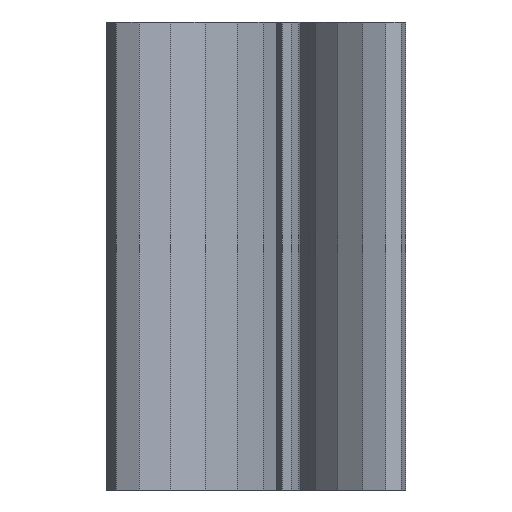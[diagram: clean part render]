
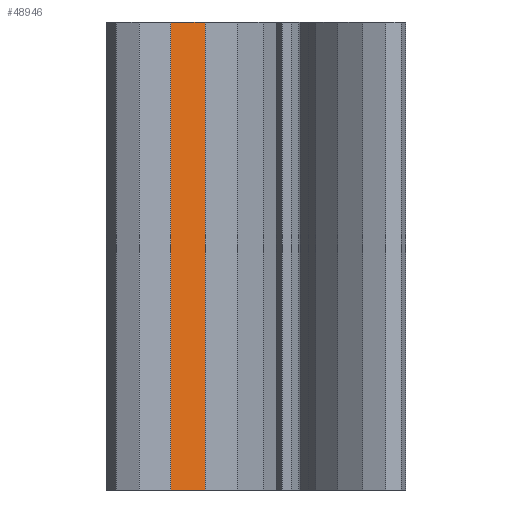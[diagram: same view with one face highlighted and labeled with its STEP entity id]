
A CAD part, left-side view. The second image highlights one B-rep face of the part: STEP entity #48946.
In plain terms, the highlighted planar face has unit normal (-0.874, -0.486, 0).
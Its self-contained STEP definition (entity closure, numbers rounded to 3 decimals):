
#72 = PLANE('',#73);
#73 = AXIS2_PLACEMENT_3D('',#74,#75,#76);
#74 = CARTESIAN_POINT('',(-0.01,0.618,10.));
#75 = DIRECTION('',(-0.,-0.,-1.));
#76 = DIRECTION('',(-1.,0.,0.));
#126 = PLANE('',#127);
#127 = AXIS2_PLACEMENT_3D('',#128,#129,#130);
#128 = CARTESIAN_POINT('',(-0.01,0.618,0.));
#129 = DIRECTION('',(-0.,-0.,-1.));
#130 = DIRECTION('',(-1.,0.,0.));
#15955 = VERTEX_POINT('',#15956);
#15956 = CARTESIAN_POINT('',(-3.135,1.804,0.));
#15970 = PLANE('',#15971);
#15971 = AXIS2_PLACEMENT_3D('',#15972,#15973,#15974);
#15972 = CARTESIAN_POINT('',(-2.48,1.114,0.));
#15973 = DIRECTION('',(-0.725,-0.689,0.));
#15974 = DIRECTION('',(-0.689,0.725,0.));
#15982 = EDGE_CURVE('',#15955,#15983,#15985,.T.);
#15983 = VERTEX_POINT('',#15984);
#15984 = CARTESIAN_POINT('',(-3.546,2.543,0.));
#15985 = SURFACE_CURVE('',#15986,(#15990,#15997),.PCURVE_S1.);
#15986 = LINE('',#15987,#15988);
#15987 = CARTESIAN_POINT('',(-3.135,1.804,0.));
#15988 = VECTOR('',#15989,1.);
#15989 = DIRECTION('',(-0.486,0.874,0.));
#15990 = PCURVE('',#126,#15991);
#15991 = DEFINITIONAL_REPRESENTATION('',(#15992),#15996);
#15992 = LINE('',#15993,#15994);
#15993 = CARTESIAN_POINT('',(3.126,1.187));
#15994 = VECTOR('',#15995,1.);
#15995 = DIRECTION('',(0.486,0.874));
#15996 = ( GEOMETRIC_REPRESENTATION_CONTEXT(2) 
PARAMETRIC_REPRESENTATION_CONTEXT() REPRESENTATION_CONTEXT('2D SPACE',''
  ) );
#15997 = PCURVE('',#15998,#16003);
#15998 = PLANE('',#15999);
#15999 = AXIS2_PLACEMENT_3D('',#16000,#16001,#16002);
#16000 = CARTESIAN_POINT('',(-3.135,1.804,0.));
#16001 = DIRECTION('',(-0.874,-0.486,0.));
#16002 = DIRECTION('',(-0.486,0.874,0.));
#16003 = DEFINITIONAL_REPRESENTATION('',(#16004),#16008);
#16004 = LINE('',#16005,#16006);
#16005 = CARTESIAN_POINT('',(0.,0.));
#16006 = VECTOR('',#16007,1.);
#16007 = DIRECTION('',(1.,0.));
#16008 = ( GEOMETRIC_REPRESENTATION_CONTEXT(2) 
PARAMETRIC_REPRESENTATION_CONTEXT() REPRESENTATION_CONTEXT('2D SPACE',''
  ) );
#16026 = PLANE('',#16027);
#16027 = AXIS2_PLACEMENT_3D('',#16028,#16029,#16030);
#16028 = CARTESIAN_POINT('',(-3.546,2.543,0.));
#16029 = DIRECTION('',(-0.989,-0.149,0.));
#16030 = DIRECTION('',(-0.149,0.989,0.));
#30716 = VERTEX_POINT('',#30717);
#30717 = CARTESIAN_POINT('',(-3.135,1.804,10.));
#30738 = EDGE_CURVE('',#30716,#30739,#30741,.T.);
#30739 = VERTEX_POINT('',#30740);
#30740 = CARTESIAN_POINT('',(-3.546,2.543,10.));
#30741 = SURFACE_CURVE('',#30742,(#30746,#30753),.PCURVE_S1.);
#30742 = LINE('',#30743,#30744);
#30743 = CARTESIAN_POINT('',(-3.135,1.804,10.));
#30744 = VECTOR('',#30745,1.);
#30745 = DIRECTION('',(-0.486,0.874,0.));
#30746 = PCURVE('',#72,#30747);
#30747 = DEFINITIONAL_REPRESENTATION('',(#30748),#30752);
#30748 = LINE('',#30749,#30750);
#30749 = CARTESIAN_POINT('',(3.126,1.187));
#30750 = VECTOR('',#30751,1.);
#30751 = DIRECTION('',(0.486,0.874));
#30752 = ( GEOMETRIC_REPRESENTATION_CONTEXT(2) 
PARAMETRIC_REPRESENTATION_CONTEXT() REPRESENTATION_CONTEXT('2D SPACE',''
  ) );
#30753 = PCURVE('',#15998,#30754);
#30754 = DEFINITIONAL_REPRESENTATION('',(#30755),#30759);
#30755 = LINE('',#30756,#30757);
#30756 = CARTESIAN_POINT('',(0.,-10.));
#30757 = VECTOR('',#30758,1.);
#30758 = DIRECTION('',(1.,0.));
#30759 = ( GEOMETRIC_REPRESENTATION_CONTEXT(2) 
PARAMETRIC_REPRESENTATION_CONTEXT() REPRESENTATION_CONTEXT('2D SPACE',''
  ) );
#48925 = EDGE_CURVE('',#15955,#30716,#48926,.T.);
#48926 = SURFACE_CURVE('',#48927,(#48931,#48938),.PCURVE_S1.);
#48927 = LINE('',#48928,#48929);
#48928 = CARTESIAN_POINT('',(-3.135,1.804,0.));
#48929 = VECTOR('',#48930,1.);
#48930 = DIRECTION('',(0.,0.,1.));
#48931 = PCURVE('',#15970,#48932);
#48932 = DEFINITIONAL_REPRESENTATION('',(#48933),#48937);
#48933 = LINE('',#48934,#48935);
#48934 = CARTESIAN_POINT('',(0.952,0.));
#48935 = VECTOR('',#48936,1.);
#48936 = DIRECTION('',(0.,-1.));
#48937 = ( GEOMETRIC_REPRESENTATION_CONTEXT(2) 
PARAMETRIC_REPRESENTATION_CONTEXT() REPRESENTATION_CONTEXT('2D SPACE',''
  ) );
#48938 = PCURVE('',#15998,#48939);
#48939 = DEFINITIONAL_REPRESENTATION('',(#48940),#48944);
#48940 = LINE('',#48941,#48942);
#48941 = CARTESIAN_POINT('',(0.,0.));
#48942 = VECTOR('',#48943,1.);
#48943 = DIRECTION('',(0.,-1.));
#48944 = ( GEOMETRIC_REPRESENTATION_CONTEXT(2) 
PARAMETRIC_REPRESENTATION_CONTEXT() REPRESENTATION_CONTEXT('2D SPACE',''
  ) );
#48946 = ADVANCED_FACE('',(#48947),#15998,.T.);
#48947 = FACE_BOUND('',#48948,.T.);
#48948 = EDGE_LOOP('',(#48949,#48950,#48951,#48972));
#48949 = ORIENTED_EDGE('',*,*,#48925,.T.);
#48950 = ORIENTED_EDGE('',*,*,#30738,.T.);
#48951 = ORIENTED_EDGE('',*,*,#48952,.F.);
#48952 = EDGE_CURVE('',#15983,#30739,#48953,.T.);
#48953 = SURFACE_CURVE('',#48954,(#48958,#48965),.PCURVE_S1.);
#48954 = LINE('',#48955,#48956);
#48955 = CARTESIAN_POINT('',(-3.546,2.543,0.));
#48956 = VECTOR('',#48957,1.);
#48957 = DIRECTION('',(0.,0.,1.));
#48958 = PCURVE('',#15998,#48959);
#48959 = DEFINITIONAL_REPRESENTATION('',(#48960),#48964);
#48960 = LINE('',#48961,#48962);
#48961 = CARTESIAN_POINT('',(0.845,0.));
#48962 = VECTOR('',#48963,1.);
#48963 = DIRECTION('',(0.,-1.));
#48964 = ( GEOMETRIC_REPRESENTATION_CONTEXT(2) 
PARAMETRIC_REPRESENTATION_CONTEXT() REPRESENTATION_CONTEXT('2D SPACE',''
  ) );
#48965 = PCURVE('',#16026,#48966);
#48966 = DEFINITIONAL_REPRESENTATION('',(#48967),#48971);
#48967 = LINE('',#48968,#48969);
#48968 = CARTESIAN_POINT('',(0.,0.));
#48969 = VECTOR('',#48970,1.);
#48970 = DIRECTION('',(0.,-1.));
#48971 = ( GEOMETRIC_REPRESENTATION_CONTEXT(2) 
PARAMETRIC_REPRESENTATION_CONTEXT() REPRESENTATION_CONTEXT('2D SPACE',''
  ) );
#48972 = ORIENTED_EDGE('',*,*,#15982,.F.);
